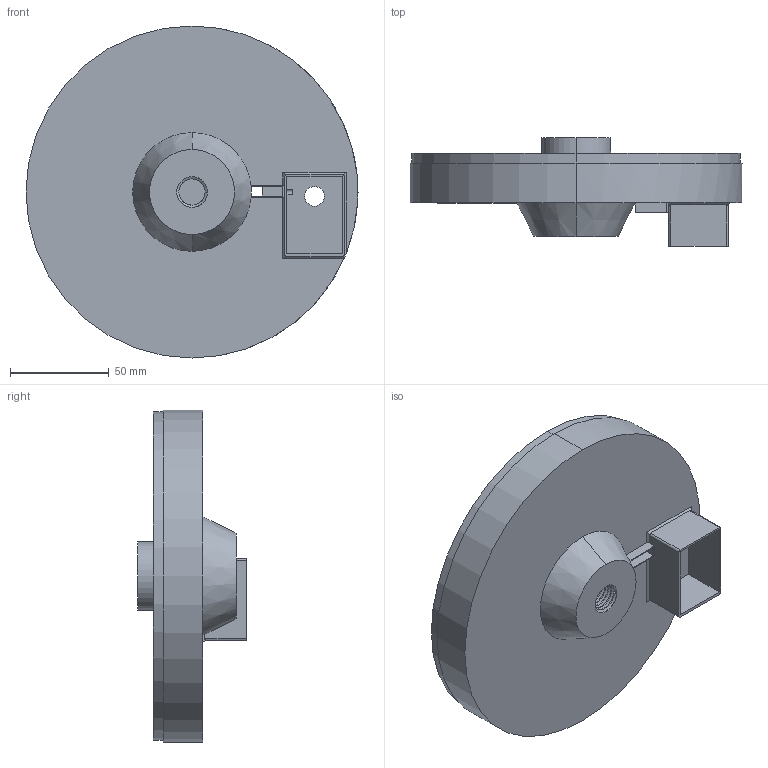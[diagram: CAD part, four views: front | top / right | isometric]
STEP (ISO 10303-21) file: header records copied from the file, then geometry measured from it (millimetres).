
FILE_DESCRIPTION (( 'STEP AP214' ), '1' );
FILE_NAME ('Soporte_Rotación_Baja.STEP', '2025-02-13T22:15:13', ( '' ), ( '' ), 'SwSTEP 2.0', 'SolidWorks 2025', '' );
FILE_SCHEMA (( 'AUTOMOTIVE_DESIGN' ));
Length unit declared in the file: millimetre
Products named in the file (1): Soporte_Rotación_Baja
Bounding box: 168 x 55 x 168 mm (x, y, z)
Volume: 183226 mm3; surface area: 81891.2 mm2
Topology: 1 solids, 1 shells, 88 faces, 248 edges, 162 vertices
Faces by surface type: plane 44, cylinder 33, cone 8, bspline 3
Entity records: 4236 total; most frequent: CARTESIAN_POINT 2031, ORIENTED_EDGE 496, DIRECTION 419, EDGE_CURVE 248, VERTEX_POINT 162, AXIS2_PLACEMENT_3D 142, VECTOR 135, LINE 135
